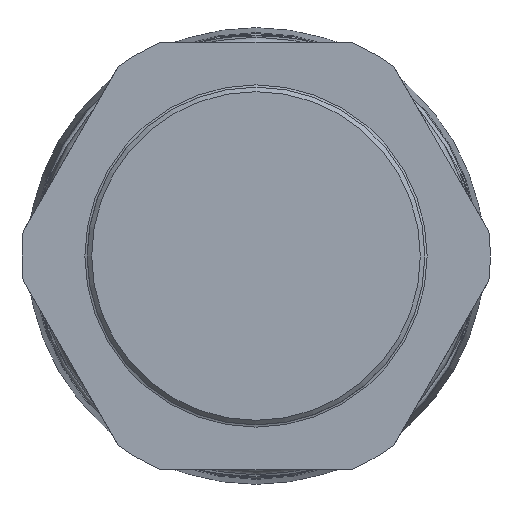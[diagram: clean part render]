
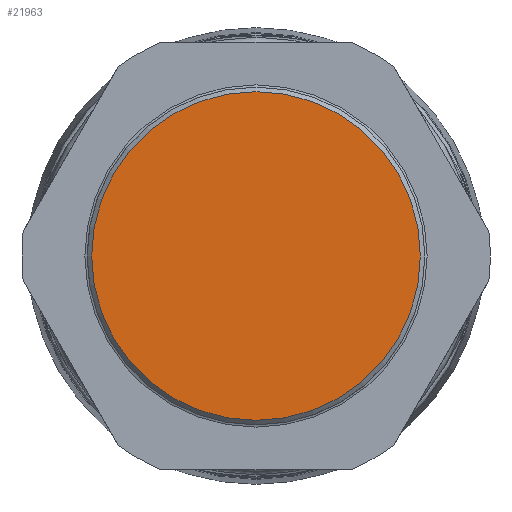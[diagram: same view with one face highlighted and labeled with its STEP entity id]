
A CAD part, left-side view. The second image highlights one B-rep face of the part: STEP entity #21963.
In plain terms, the highlighted planar face has unit normal (-1, 0, 0).
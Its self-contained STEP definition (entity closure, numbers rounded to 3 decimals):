
#4230=FACE_OUTER_BOUND('',#5555,.T.);
#5555=EDGE_LOOP('',(#15470));
#6916=CIRCLE('',#23627,36.5);
#8527=VERTEX_POINT('',#38515);
#10993=EDGE_CURVE('',#8527,#8527,#6916,.T.);
#15470=ORIENTED_EDGE('',*,*,#10993,.F.);
#19900=PLANE('',#23626);
#21963=ADVANCED_FACE('',(#4230),#19900,.T.);
#23626=AXIS2_PLACEMENT_3D('',#38514,#27373,#27374);
#23627=AXIS2_PLACEMENT_3D('',#38516,#27375,#27376);
#27373=DIRECTION('center_axis',(-1.,0.,0.));
#27374=DIRECTION('ref_axis',(0.,1.,0.));
#27375=DIRECTION('center_axis',(1.,0.,0.));
#27376=DIRECTION('ref_axis',(0.,-1.,0.));
#38514=CARTESIAN_POINT('Origin',(-56.95,0.,
-36.5));
#38515=CARTESIAN_POINT('',(-56.95,0.,-36.5));
#38516=CARTESIAN_POINT('Origin',(-56.95,0.,
0.));
